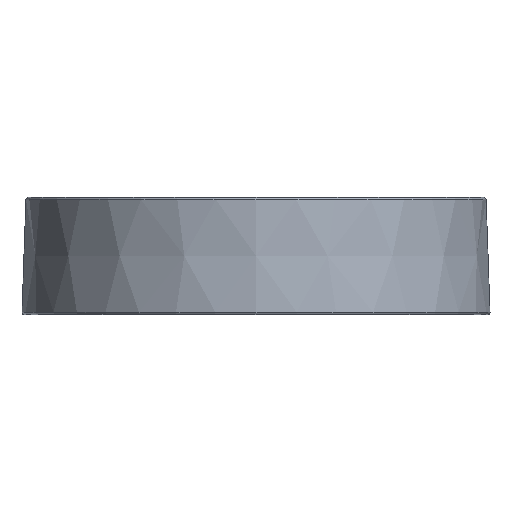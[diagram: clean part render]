
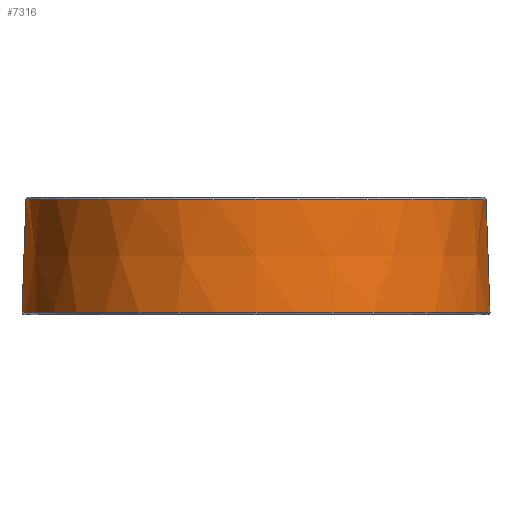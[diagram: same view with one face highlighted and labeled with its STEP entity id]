
A CAD part, front view. The second image highlights one B-rep face of the part: STEP entity #7316.
In plain terms, the highlighted conical face has half-angle 2 degrees and reference radius 25.4 mm.
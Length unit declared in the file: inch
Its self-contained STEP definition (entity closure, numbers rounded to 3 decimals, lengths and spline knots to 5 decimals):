
#96 = DIRECTION ( 'NONE',  ( 1., 0., 0. ) ) ;
#242 = EDGE_CURVE ( 'NONE', #4203, #8045, #2520, .T. ) ;
#392 = DIRECTION ( 'NONE',  ( 0.035, 0., -0.999 ) ) ;
#697 = ORIENTED_EDGE ( 'NONE', *, *, #2669, .T. ) ;
#1111 = EDGE_LOOP ( 'NONE', ( #3453, #7772, #697, #3073 ) ) ;
#1151 = VERTEX_POINT ( 'NONE', #3080 ) ;
#1189 = EDGE_CURVE ( 'NONE', #4203, #3451, #8528, .T. ) ;
#1220 = CARTESIAN_POINT ( 'NONE',  ( -0.98288, 0., 0.49035 ) ) ;
#1225 = LINE ( 'NONE', #1418, #3126 ) ;
#1418 = CARTESIAN_POINT ( 'NONE',  ( -1., 0., 0. ) ) ;
#1833 = CONICAL_SURFACE ( 'NONE', #2013, 1., 0.035 ) ;
#1996 = AXIS2_PLACEMENT_3D ( 'NONE', #2070, #2719, #5463 ) ;
#2013 = AXIS2_PLACEMENT_3D ( 'NONE', #6087, #6797, #96 ) ;
#2070 = CARTESIAN_POINT ( 'NONE',  ( 0., 0., 0.01035 ) ) ;
#2199 = DIRECTION ( 'NONE',  ( 0., 0., -1. ) ) ;
#2520 = CIRCLE ( 'NONE', #7591, 0.98288 ) ;
#2669 = EDGE_CURVE ( 'NONE', #1151, #3451, #6346, .T. ) ;
#2719 = DIRECTION ( 'NONE',  ( 0., 0., 1. ) ) ;
#2778 = DIRECTION ( 'NONE',  ( -0.035, 0., -0.999 ) ) ;
#2952 = VECTOR ( 'NONE', #392, 39.37008 ) ;
#3073 = ORIENTED_EDGE ( 'NONE', *, *, #1189, .F. ) ;
#3080 = CARTESIAN_POINT ( 'NONE',  ( -0.99964, 0., 0.01035 ) ) ;
#3126 = VECTOR ( 'NONE', #2778, 39.37008 ) ;
#3451 = VERTEX_POINT ( 'NONE', #5002 ) ;
#3453 = ORIENTED_EDGE ( 'NONE', *, *, #242, .T. ) ;
#4203 = VERTEX_POINT ( 'NONE', #5817 ) ;
#4445 = CARTESIAN_POINT ( 'NONE',  ( 1., 0., 0. ) ) ;
#5002 = CARTESIAN_POINT ( 'NONE',  ( 0.99964, 0., 0.01035 ) ) ;
#5463 = DIRECTION ( 'NONE',  ( 1., 0., 0. ) ) ;
#5817 = CARTESIAN_POINT ( 'NONE',  ( 0.98288, 0., 0.49035 ) ) ;
#6087 = CARTESIAN_POINT ( 'NONE',  ( 0., 0., 0. ) ) ;
#6197 = DIRECTION ( 'NONE',  ( -1., 0., 0. ) ) ;
#6346 = CIRCLE ( 'NONE', #1996, 0.99964 ) ;
#6508 = EDGE_CURVE ( 'NONE', #8045, #1151, #1225, .T. ) ;
#6797 = DIRECTION ( 'NONE',  ( 0., 0., -1. ) ) ;
#7316 = ADVANCED_FACE ( 'NONE', ( #7330 ), #1833, .T. ) ;
#7330 = FACE_OUTER_BOUND ( 'NONE', #1111, .T. ) ;
#7591 = AXIS2_PLACEMENT_3D ( 'NONE', #8268, #2199, #6197 ) ;
#7772 = ORIENTED_EDGE ( 'NONE', *, *, #6508, .T. ) ;
#8045 = VERTEX_POINT ( 'NONE', #1220 ) ;
#8268 = CARTESIAN_POINT ( 'NONE',  ( 0., 0., 0.49035 ) ) ;
#8528 = LINE ( 'NONE', #4445, #2952 ) ;
